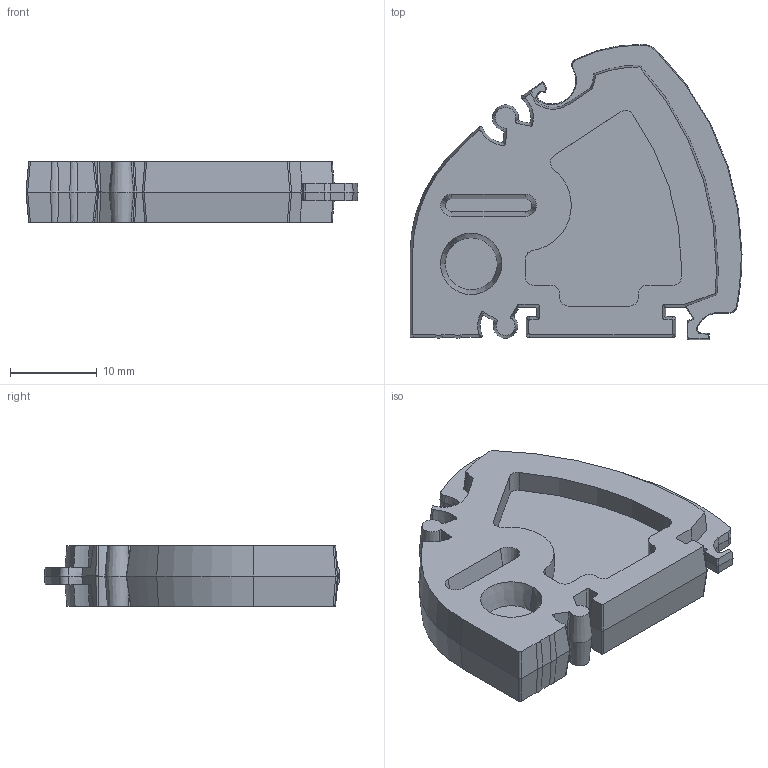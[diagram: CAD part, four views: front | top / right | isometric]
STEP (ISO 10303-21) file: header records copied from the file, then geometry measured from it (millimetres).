
FILE_DESCRIPTION((''),'2;1');
FILE_NAME('DB001670_PROFILDICHT_1','2012-01-25T',('dhelisch'),(''),'PRO/ENGINEER BY PARAMETRIC TECHNOLOGY CORPORATION, 2007250','PRO/ENGINEER BY PARAMETRIC TECHNOLOGY CORPORATION, 2007250','');
FILE_SCHEMA(('CONFIG_CONTROL_DESIGN'));
Length unit declared in the file: millimetre
Products named in the file (1): DB001670_PROFILDICHT_1
Bounding box: 38.25 x 34.01 x 7 mm (x, y, z)
Volume: 4471.6 mm3; surface area: 3495.7 mm2
Topology: 1 solids, 1 shells, 214 faces, 603 edges, 397 vertices
Faces by surface type: plane 92, cone 54, cylinder 48, bspline 20
Entity records: 7710 total; most frequent: CARTESIAN_POINT 2265, ORIENTED_EDGE 1206, DIRECTION 1047, EDGE_CURVE 603, VERTEX_POINT 397, AXIS2_PLACEMENT_3D 384, VECTOR 279, LINE 279
